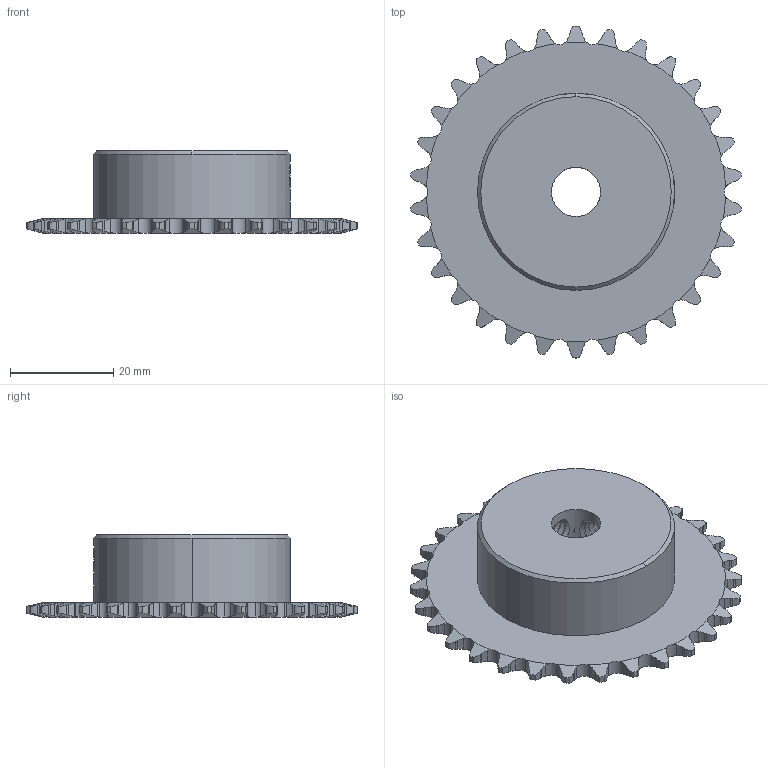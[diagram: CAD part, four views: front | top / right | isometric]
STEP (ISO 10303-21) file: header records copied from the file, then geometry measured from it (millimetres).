
FILE_DESCRIPTION (( 'STEP AP203' ), '1' );
FILE_NAME ('2737T221_Roller Chain Sprocket.STEP', '2025-01-23T03:34:55', ( '' ), ( '' ), 'SwSTEP 2.0', 'SolidWorks 2024', '' );
FILE_SCHEMA (( 'CONFIG_CONTROL_DESIGN' ));
Length unit declared in the file: inch
Products named in the file (1): 2737T221_Roller Chain Sprocket
Bounding box: 63.96 x 64.23 x 15.88 mm (x, y, z)
Volume: 21146.2 mm3; surface area: 9456 mm2
Topology: 3 solids, 3 shells, 451 faces, 1300 edges, 858 vertices
Faces by surface type: cylinder 262, cone 88, plane 81, bspline 20
Entity records: 26123 total; most frequent: CARTESIAN_POINT 15618, ORIENTED_EDGE 2600, DIRECTION 1678, EDGE_CURVE 1300, VERTEX_POINT 858, AXIS2_PLACEMENT_3D 661, B_SPLINE_CURVE_WITH_KNOTS 578, EDGE_LOOP 460
